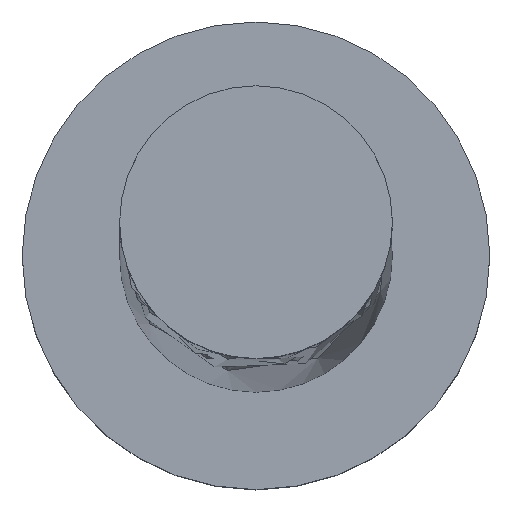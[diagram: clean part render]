
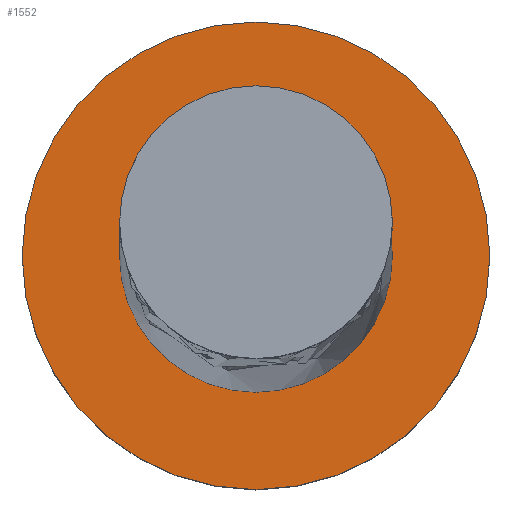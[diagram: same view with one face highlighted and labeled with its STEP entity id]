
A CAD part, top view. The second image highlights one B-rep face of the part: STEP entity #1552.
In plain terms, the highlighted planar face has unit normal (0, 0, 1).
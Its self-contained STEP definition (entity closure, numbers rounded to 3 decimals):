
#15 = DIRECTION ( 'NONE',  ( 0., 0., 1. ) ) ;
#35 = EDGE_CURVE ( 'NONE', #1387, #1543, #1063, .T. ) ;
#149 = FACE_BOUND ( 'NONE', #868, .T. ) ;
#183 = CARTESIAN_POINT ( 'NONE',  ( 0., 0., 5. ) ) ;
#204 = ORIENTED_EDGE ( 'NONE', *, *, #35, .F. ) ;
#273 = ORIENTED_EDGE ( 'NONE', *, *, #1491, .T. ) ;
#309 = PLANE ( 'NONE',  #1050 ) ;
#323 = DIRECTION ( 'NONE',  ( 0., 0., 1. ) ) ;
#328 = DIRECTION ( 'NONE',  ( 0., 0., 1. ) ) ;
#367 = EDGE_LOOP ( 'NONE', ( #1554, #273 ) ) ;
#516 = CARTESIAN_POINT ( 'NONE',  ( 6., 0., 5. ) ) ;
#544 = DIRECTION ( 'NONE',  ( 0., 0., 1. ) ) ;
#564 = CARTESIAN_POINT ( 'NONE',  ( 0., 0., 5. ) ) ;
#578 = ORIENTED_EDGE ( 'NONE', *, *, #746, .F. ) ;
#734 = CARTESIAN_POINT ( 'NONE',  ( 0., 0., 5. ) ) ;
#746 = EDGE_CURVE ( 'NONE', #1543, #1387, #1084, .T. ) ;
#804 = CARTESIAN_POINT ( 'NONE',  ( -3.5, 0., 5. ) ) ;
#845 = VERTEX_POINT ( 'NONE', #1797 ) ;
#868 = EDGE_LOOP ( 'NONE', ( #204, #578 ) ) ;
#996 = EDGE_CURVE ( 'NONE', #845, #1716, #1934, .T. ) ;
#1050 = AXIS2_PLACEMENT_3D ( 'NONE', #183, #328, #1862 ) ;
#1063 = CIRCLE ( 'NONE', #1444, 3.5 ) ;
#1069 = FACE_OUTER_BOUND ( 'NONE', #367, .T. ) ;
#1084 = CIRCLE ( 'NONE', #1678, 3.5 ) ;
#1160 = DIRECTION ( 'NONE',  ( 1., 0., 0. ) ) ;
#1227 = DIRECTION ( 'NONE',  ( 1., 0., 0. ) ) ;
#1355 = DIRECTION ( 'NONE',  ( 0., 0., 1. ) ) ;
#1387 = VERTEX_POINT ( 'NONE', #804 ) ;
#1401 = CIRCLE ( 'NONE', #1521, 6. ) ;
#1444 = AXIS2_PLACEMENT_3D ( 'NONE', #564, #544, #1160 ) ;
#1491 = EDGE_CURVE ( 'NONE', #1716, #845, #1401, .T. ) ;
#1521 = AXIS2_PLACEMENT_3D ( 'NONE', #1547, #15, #1227 ) ;
#1543 = VERTEX_POINT ( 'NONE', #1687 ) ;
#1547 = CARTESIAN_POINT ( 'NONE',  ( 0., 0., 5. ) ) ;
#1552 = ADVANCED_FACE ( 'NONE', ( #149, #1069 ), #309, .T. ) ;
#1554 = ORIENTED_EDGE ( 'NONE', *, *, #996, .T. ) ;
#1660 = DIRECTION ( 'NONE',  ( 1., 0., 0. ) ) ;
#1678 = AXIS2_PLACEMENT_3D ( 'NONE', #734, #1355, #1660 ) ;
#1687 = CARTESIAN_POINT ( 'NONE',  ( 3.5, 0., 5. ) ) ;
#1716 = VERTEX_POINT ( 'NONE', #516 ) ;
#1797 = CARTESIAN_POINT ( 'NONE',  ( -6., 0., 5. ) ) ;
#1806 = AXIS2_PLACEMENT_3D ( 'NONE', #1958, #323, #1812 ) ;
#1812 = DIRECTION ( 'NONE',  ( 1., 0., 0. ) ) ;
#1862 = DIRECTION ( 'NONE',  ( 1., 0., 0. ) ) ;
#1934 = CIRCLE ( 'NONE', #1806, 6. ) ;
#1958 = CARTESIAN_POINT ( 'NONE',  ( 0., 0., 5. ) ) ;
